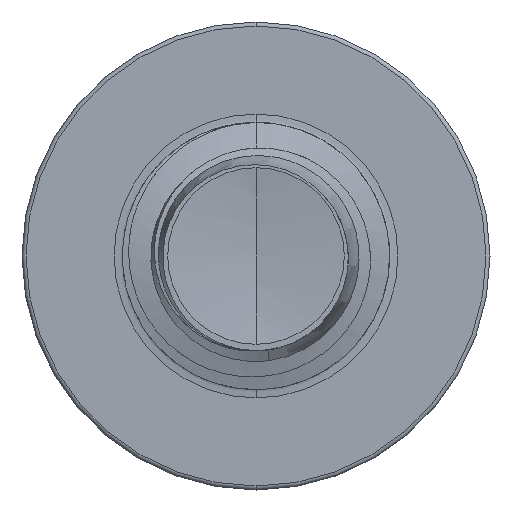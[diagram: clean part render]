
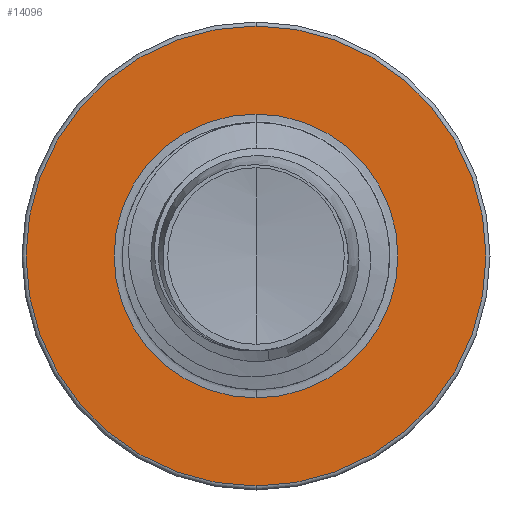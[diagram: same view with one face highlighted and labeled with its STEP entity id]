
A CAD part, front view. The second image highlights one B-rep face of the part: STEP entity #14096.
In plain terms, the highlighted planar face has unit normal (0, -1, 0).
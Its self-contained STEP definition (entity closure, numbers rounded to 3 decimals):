
#361 = CARTESIAN_POINT ( 'NONE',  ( 0., 8.5, -3.186 ) ) ;
#969 = DIRECTION ( 'NONE',  ( 0., 0., 1. ) ) ;
#3897 = FACE_OUTER_BOUND ( 'NONE', #5472, .T. ) ;
#3933 = VERTEX_POINT ( 'NONE', #6628 ) ;
#4161 = DIRECTION ( 'NONE',  ( 0., 0., 1. ) ) ;
#4725 = CARTESIAN_POINT ( 'NONE',  ( 0., 8.5, 3.186 ) ) ;
#5054 = CARTESIAN_POINT ( 'NONE',  ( 0., 8.5, 0. ) ) ;
#5472 = EDGE_LOOP ( 'NONE', ( #6933, #10605 ) ) ;
#6171 = CARTESIAN_POINT ( 'NONE',  ( 0., 8.5, 0. ) ) ;
#6214 = VERTEX_POINT ( 'NONE', #361 ) ;
#6427 = DIRECTION ( 'NONE',  ( 0., 0., 1. ) ) ;
#6628 = CARTESIAN_POINT ( 'NONE',  ( 0., 8.5, 5.16 ) ) ;
#6916 = PLANE ( 'NONE',  #10852 ) ;
#6933 = ORIENTED_EDGE ( 'NONE', *, *, #8632, .F. ) ;
#6946 = DIRECTION ( 'NONE',  ( 0., 1., 0. ) ) ;
#7542 = DIRECTION ( 'NONE',  ( 0., 0., 1. ) ) ;
#7681 = AXIS2_PLACEMENT_3D ( 'NONE', #6171, #15924, #7542 ) ;
#8306 = CARTESIAN_POINT ( 'NONE',  ( 0., 8.5, -3.186 ) ) ;
#8454 = EDGE_LOOP ( 'NONE', ( #14328, #18095 ) ) ;
#8632 = EDGE_CURVE ( 'NONE', #3933, #10991, #12635, .T. ) ;
#9493 = EDGE_CURVE ( 'NONE', #6214, #10255, #17493, .T. ) ;
#9539 = DIRECTION ( 'NONE',  ( 0., 1., 0. ) ) ;
#10255 = VERTEX_POINT ( 'NONE', #4725 ) ;
#10605 = ORIENTED_EDGE ( 'NONE', *, *, #18111, .F. ) ;
#10852 = AXIS2_PLACEMENT_3D ( 'NONE', #8306, #12495, #4161 ) ;
#10991 = VERTEX_POINT ( 'NONE', #12052 ) ;
#11086 = CIRCLE ( 'NONE', #11569, 5.16 ) ;
#11569 = AXIS2_PLACEMENT_3D ( 'NONE', #15311, #6946, #16739 ) ;
#11990 = AXIS2_PLACEMENT_3D ( 'NONE', #17953, #9539, #969 ) ;
#12052 = CARTESIAN_POINT ( 'NONE',  ( 0., 8.5, -5.16 ) ) ;
#12495 = DIRECTION ( 'NONE',  ( 0., 1., 0. ) ) ;
#12635 = CIRCLE ( 'NONE', #7681, 5.16 ) ;
#13448 = CIRCLE ( 'NONE', #14736, 3.186 ) ;
#14096 = ADVANCED_FACE ( 'NONE', ( #3897, #14579 ), #6916, .F. ) ;
#14328 = ORIENTED_EDGE ( 'NONE', *, *, #17189, .T. ) ;
#14579 = FACE_BOUND ( 'NONE', #8454, .T. ) ;
#14736 = AXIS2_PLACEMENT_3D ( 'NONE', #5054, #14770, #6427 ) ;
#14770 = DIRECTION ( 'NONE',  ( 0., 1., 0. ) ) ;
#15311 = CARTESIAN_POINT ( 'NONE',  ( 0., 8.5, 0. ) ) ;
#15924 = DIRECTION ( 'NONE',  ( 0., 1., 0. ) ) ;
#16739 = DIRECTION ( 'NONE',  ( 0., 0., 1. ) ) ;
#17189 = EDGE_CURVE ( 'NONE', #10255, #6214, #13448, .T. ) ;
#17493 = CIRCLE ( 'NONE', #11990, 3.186 ) ;
#17953 = CARTESIAN_POINT ( 'NONE',  ( 0., 8.5, 0. ) ) ;
#18095 = ORIENTED_EDGE ( 'NONE', *, *, #9493, .T. ) ;
#18111 = EDGE_CURVE ( 'NONE', #10991, #3933, #11086, .T. ) ;
